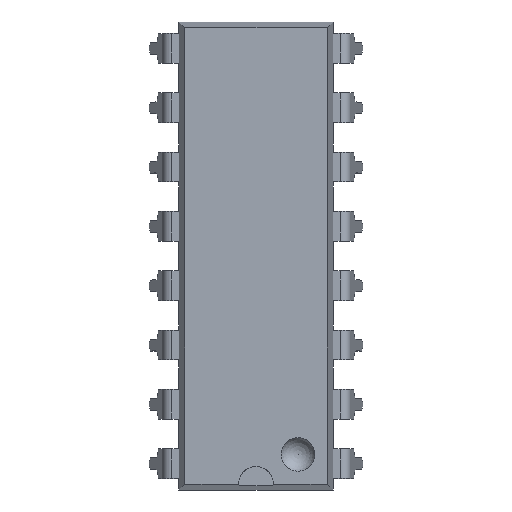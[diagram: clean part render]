
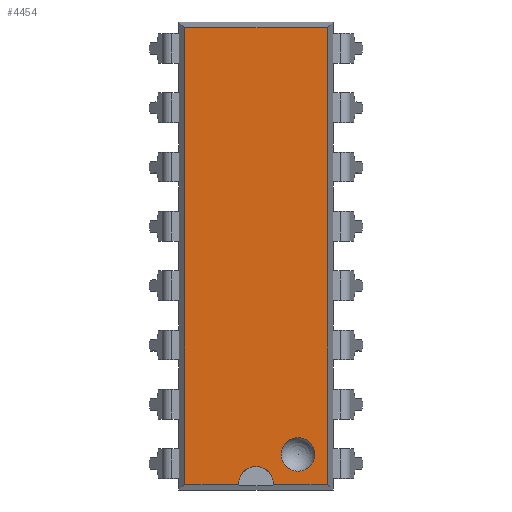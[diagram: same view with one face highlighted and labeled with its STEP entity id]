
A CAD part, top view. The second image highlights one B-rep face of the part: STEP entity #4454.
In plain terms, the highlighted planar face has unit normal (0, 0, 1).
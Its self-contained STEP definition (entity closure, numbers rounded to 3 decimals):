
#1049 = B_SPLINE_SURFACE_WITH_KNOTS('',1,1,(
    (#1050,#1051)
    ,(#1052,#1053
    )),.UNSPECIFIED.,.F.,.F.,.F.,(2,2),(2,2),(0.,20.04),(0.,1.),
  .PIECEWISE_BEZIER_KNOTS.);
#1050 = CARTESIAN_POINT('',(-3.05,-9.77,1.6));
#1051 = CARTESIAN_POINT('',(-3.3,-10.02,0.));
#1052 = CARTESIAN_POINT('',(-3.05,9.77,1.6));
#1053 = CARTESIAN_POINT('',(-3.3,10.02,0.));
#1281 = VERTEX_POINT('',#1282);
#1282 = CARTESIAN_POINT('',(-3.05,-9.77,1.6));
#1297 = B_SPLINE_SURFACE_WITH_KNOTS('',1,1,(
    (#1298,#1299)
    ,(#1300,#1301
    )),.UNSPECIFIED.,.F.,.F.,.F.,(2,2),(2,2),(0.,6.6),(0.,1.),
  .PIECEWISE_BEZIER_KNOTS.);
#1298 = CARTESIAN_POINT('',(3.05,-9.77,1.6));
#1299 = CARTESIAN_POINT('',(3.3,-10.02,0.));
#1300 = CARTESIAN_POINT('',(-3.05,-9.77,1.6));
#1301 = CARTESIAN_POINT('',(-3.3,-10.02,0.));
#1309 = EDGE_CURVE('',#1281,#1310,#1312,.T.);
#1310 = VERTEX_POINT('',#1311);
#1311 = CARTESIAN_POINT('',(-3.05,9.77,1.6));
#1312 = SURFACE_CURVE('',#1313,(#1317,#1323),.PCURVE_S1.);
#1313 = LINE('',#1314,#1315);
#1314 = CARTESIAN_POINT('',(-3.05,-9.77,1.6));
#1315 = VECTOR('',#1316,1.);
#1316 = DIRECTION('',(0.,1.,0.));
#1317 = PCURVE('',#1049,#1318);
#1318 = DEFINITIONAL_REPRESENTATION('',(#1319),#1322);
#1319 = B_SPLINE_CURVE_WITH_KNOTS('',1,(#1320,#1321),.UNSPECIFIED.,.F.,
  .F.,(2,2),(0.,19.54),.PIECEWISE_BEZIER_KNOTS.);
#1320 = CARTESIAN_POINT('',(0.,0.));
#1321 = CARTESIAN_POINT('',(20.04,0.));
#1322 = ( GEOMETRIC_REPRESENTATION_CONTEXT(2) 
PARAMETRIC_REPRESENTATION_CONTEXT() REPRESENTATION_CONTEXT('2D SPACE',''
  ) );
#1323 = PCURVE('',#1324,#1329);
#1324 = PLANE('',#1325);
#1325 = AXIS2_PLACEMENT_3D('',#1326,#1327,#1328);
#1326 = CARTESIAN_POINT('',(-3.05,9.77,1.6));
#1327 = DIRECTION('',(0.,0.,1.));
#1328 = DIRECTION('',(0.298,-0.955,0.));
#1329 = DEFINITIONAL_REPRESENTATION('',(#1330),#1334);
#1330 = LINE('',#1331,#1332);
#1331 = CARTESIAN_POINT('',(18.652,-5.823));
#1332 = VECTOR('',#1333,1.);
#1333 = DIRECTION('',(-0.955,0.298));
#1334 = ( GEOMETRIC_REPRESENTATION_CONTEXT(2) 
PARAMETRIC_REPRESENTATION_CONTEXT() REPRESENTATION_CONTEXT('2D SPACE',''
  ) );
#1351 = B_SPLINE_SURFACE_WITH_KNOTS('',1,1,(
    (#1352,#1353)
    ,(#1354,#1355
    )),.UNSPECIFIED.,.F.,.F.,.F.,(2,2),(2,2),(0.,6.6),(0.,1.),
  .PIECEWISE_BEZIER_KNOTS.);
#1352 = CARTESIAN_POINT('',(-3.05,9.77,1.6));
#1353 = CARTESIAN_POINT('',(-3.3,10.02,0.));
#1354 = CARTESIAN_POINT('',(3.05,9.77,1.6));
#1355 = CARTESIAN_POINT('',(3.3,10.02,0.));
#2888 = VERTEX_POINT('',#2889);
#2889 = CARTESIAN_POINT('',(3.05,-9.77,1.6));
#2904 = B_SPLINE_SURFACE_WITH_KNOTS('',1,1,(
    (#2905,#2906)
    ,(#2907,#2908
    )),.UNSPECIFIED.,.F.,.F.,.F.,(2,2),(2,2),(0.,20.04),(0.,1.),
  .PIECEWISE_BEZIER_KNOTS.);
#2905 = CARTESIAN_POINT('',(3.05,9.77,1.6));
#2906 = CARTESIAN_POINT('',(3.3,10.02,0.));
#2907 = CARTESIAN_POINT('',(3.05,-9.77,1.6));
#2908 = CARTESIAN_POINT('',(3.3,-10.02,0.));
#2916 = EDGE_CURVE('',#2888,#2917,#2919,.T.);
#2917 = VERTEX_POINT('',#2918);
#2918 = CARTESIAN_POINT('',(0.75,-9.77,1.6));
#2919 = SURFACE_CURVE('',#2920,(#2924,#2930),.PCURVE_S1.);
#2920 = LINE('',#2921,#2922);
#2921 = CARTESIAN_POINT('',(3.05,-9.77,1.6));
#2922 = VECTOR('',#2923,1.);
#2923 = DIRECTION('',(-1.,0.,0.));
#2924 = PCURVE('',#1297,#2925);
#2925 = DEFINITIONAL_REPRESENTATION('',(#2926),#2929);
#2926 = B_SPLINE_CURVE_WITH_KNOTS('',1,(#2927,#2928),.UNSPECIFIED.,.F.,
  .F.,(2,2),(0.,6.1),.PIECEWISE_BEZIER_KNOTS.);
#2927 = CARTESIAN_POINT('',(0.,0.));
#2928 = CARTESIAN_POINT('',(6.6,0.));
#2929 = ( GEOMETRIC_REPRESENTATION_CONTEXT(2) 
PARAMETRIC_REPRESENTATION_CONTEXT() REPRESENTATION_CONTEXT('2D SPACE',''
  ) );
#2930 = PCURVE('',#1324,#2931);
#2931 = DEFINITIONAL_REPRESENTATION('',(#2932),#2936);
#2932 = LINE('',#2933,#2934);
#2933 = CARTESIAN_POINT('',(20.47,0.));
#2934 = VECTOR('',#2935,1.);
#2935 = DIRECTION('',(-0.298,-0.955));
#2936 = ( GEOMETRIC_REPRESENTATION_CONTEXT(2) 
PARAMETRIC_REPRESENTATION_CONTEXT() REPRESENTATION_CONTEXT('2D SPACE',''
  ) );
#2964 = CYLINDRICAL_SURFACE('',#2965,0.75);
#2965 = AXIS2_PLACEMENT_3D('',#2966,#2967,#2968);
#2966 = CARTESIAN_POINT('',(0.,-9.77,1.1));
#2967 = DIRECTION('',(-0.,0.,-1.));
#2968 = DIRECTION('',(0.,-1.,0.));
#3007 = VERTEX_POINT('',#3008);
#3008 = CARTESIAN_POINT('',(-0.75,-9.77,1.6));
#3044 = EDGE_CURVE('',#3007,#1281,#3045,.T.);
#3045 = SURFACE_CURVE('',#3046,(#3050,#3056),.PCURVE_S1.);
#3046 = LINE('',#3047,#3048);
#3047 = CARTESIAN_POINT('',(3.05,-9.77,1.6));
#3048 = VECTOR('',#3049,1.);
#3049 = DIRECTION('',(-1.,0.,0.));
#3050 = PCURVE('',#1297,#3051);
#3051 = DEFINITIONAL_REPRESENTATION('',(#3052),#3055);
#3052 = B_SPLINE_CURVE_WITH_KNOTS('',1,(#3053,#3054),.UNSPECIFIED.,.F.,
  .F.,(2,2),(0.,6.1),.PIECEWISE_BEZIER_KNOTS.);
#3053 = CARTESIAN_POINT('',(0.,0.));
#3054 = CARTESIAN_POINT('',(6.6,0.));
#3055 = ( GEOMETRIC_REPRESENTATION_CONTEXT(2) 
PARAMETRIC_REPRESENTATION_CONTEXT() REPRESENTATION_CONTEXT('2D SPACE',''
  ) );
#3056 = PCURVE('',#1324,#3057);
#3057 = DEFINITIONAL_REPRESENTATION('',(#3058),#3062);
#3058 = LINE('',#3059,#3060);
#3059 = CARTESIAN_POINT('',(20.47,0.));
#3060 = VECTOR('',#3061,1.);
#3061 = DIRECTION('',(-0.298,-0.955));
#3062 = ( GEOMETRIC_REPRESENTATION_CONTEXT(2) 
PARAMETRIC_REPRESENTATION_CONTEXT() REPRESENTATION_CONTEXT('2D SPACE',''
  ) );
#4390 = EDGE_CURVE('',#1310,#4391,#4393,.T.);
#4391 = VERTEX_POINT('',#4392);
#4392 = CARTESIAN_POINT('',(3.05,9.77,1.6));
#4393 = SURFACE_CURVE('',#4394,(#4398,#4404),.PCURVE_S1.);
#4394 = LINE('',#4395,#4396);
#4395 = CARTESIAN_POINT('',(-3.05,9.77,1.6));
#4396 = VECTOR('',#4397,1.);
#4397 = DIRECTION('',(1.,0.,0.));
#4398 = PCURVE('',#1351,#4399);
#4399 = DEFINITIONAL_REPRESENTATION('',(#4400),#4403);
#4400 = B_SPLINE_CURVE_WITH_KNOTS('',1,(#4401,#4402),.UNSPECIFIED.,.F.,
  .F.,(2,2),(0.,6.1),.PIECEWISE_BEZIER_KNOTS.);
#4401 = CARTESIAN_POINT('',(0.,0.));
#4402 = CARTESIAN_POINT('',(6.6,0.));
#4403 = ( GEOMETRIC_REPRESENTATION_CONTEXT(2) 
PARAMETRIC_REPRESENTATION_CONTEXT() REPRESENTATION_CONTEXT('2D SPACE',''
  ) );
#4404 = PCURVE('',#1324,#4405);
#4405 = DEFINITIONAL_REPRESENTATION('',(#4406),#4410);
#4406 = LINE('',#4407,#4408);
#4407 = CARTESIAN_POINT('',(0.,0.));
#4408 = VECTOR('',#4409,1.);
#4409 = DIRECTION('',(0.298,0.955));
#4410 = ( GEOMETRIC_REPRESENTATION_CONTEXT(2) 
PARAMETRIC_REPRESENTATION_CONTEXT() REPRESENTATION_CONTEXT('2D SPACE',''
  ) );
#4454 = ADVANCED_FACE('',(#4455,#4503),#1324,.T.);
#4455 = FACE_BOUND('',#4456,.T.);
#4456 = EDGE_LOOP('',(#4457,#4458,#4459,#4460,#4482,#4483));
#4457 = ORIENTED_EDGE('',*,*,#4390,.F.);
#4458 = ORIENTED_EDGE('',*,*,#1309,.F.);
#4459 = ORIENTED_EDGE('',*,*,#3044,.F.);
#4460 = ORIENTED_EDGE('',*,*,#4461,.F.);
#4461 = EDGE_CURVE('',#2917,#3007,#4462,.T.);
#4462 = SURFACE_CURVE('',#4463,(#4468,#4475),.PCURVE_S1.);
#4463 = CIRCLE('',#4464,0.75);
#4464 = AXIS2_PLACEMENT_3D('',#4465,#4466,#4467);
#4465 = CARTESIAN_POINT('',(0.,-9.77,1.6));
#4466 = DIRECTION('',(-0.,0.,1.));
#4467 = DIRECTION('',(0.,-1.,0.));
#4468 = PCURVE('',#1324,#4469);
#4469 = DEFINITIONAL_REPRESENTATION('',(#4470),#4474);
#4470 = CIRCLE('',#4471,0.75);
#4471 = AXIS2_PLACEMENT_2D('',#4472,#4473);
#4472 = CARTESIAN_POINT('',(19.561,-2.911));
#4473 = DIRECTION('',(0.955,-0.298));
#4474 = ( GEOMETRIC_REPRESENTATION_CONTEXT(2) 
PARAMETRIC_REPRESENTATION_CONTEXT() REPRESENTATION_CONTEXT('2D SPACE',''
  ) );
#4475 = PCURVE('',#2964,#4476);
#4476 = DEFINITIONAL_REPRESENTATION('',(#4477),#4481);
#4477 = LINE('',#4478,#4479);
#4478 = CARTESIAN_POINT('',(-0.,-0.5));
#4479 = VECTOR('',#4480,1.);
#4480 = DIRECTION('',(-1.,0.));
#4481 = ( GEOMETRIC_REPRESENTATION_CONTEXT(2) 
PARAMETRIC_REPRESENTATION_CONTEXT() REPRESENTATION_CONTEXT('2D SPACE',''
  ) );
#4482 = ORIENTED_EDGE('',*,*,#2916,.F.);
#4483 = ORIENTED_EDGE('',*,*,#4484,.F.);
#4484 = EDGE_CURVE('',#4391,#2888,#4485,.T.);
#4485 = SURFACE_CURVE('',#4486,(#4490,#4497),.PCURVE_S1.);
#4486 = LINE('',#4487,#4488);
#4487 = CARTESIAN_POINT('',(3.05,9.77,1.6));
#4488 = VECTOR('',#4489,1.);
#4489 = DIRECTION('',(0.,-1.,0.));
#4490 = PCURVE('',#1324,#4491);
#4491 = DEFINITIONAL_REPRESENTATION('',(#4492),#4496);
#4492 = LINE('',#4493,#4494);
#4493 = CARTESIAN_POINT('',(1.818,5.823));
#4494 = VECTOR('',#4495,1.);
#4495 = DIRECTION('',(0.955,-0.298));
#4496 = ( GEOMETRIC_REPRESENTATION_CONTEXT(2) 
PARAMETRIC_REPRESENTATION_CONTEXT() REPRESENTATION_CONTEXT('2D SPACE',''
  ) );
#4497 = PCURVE('',#2904,#4498);
#4498 = DEFINITIONAL_REPRESENTATION('',(#4499),#4502);
#4499 = B_SPLINE_CURVE_WITH_KNOTS('',1,(#4500,#4501),.UNSPECIFIED.,.F.,
  .F.,(2,2),(0.,19.54),.PIECEWISE_BEZIER_KNOTS.);
#4500 = CARTESIAN_POINT('',(0.,0.));
#4501 = CARTESIAN_POINT('',(20.04,0.));
#4502 = ( GEOMETRIC_REPRESENTATION_CONTEXT(2) 
PARAMETRIC_REPRESENTATION_CONTEXT() REPRESENTATION_CONTEXT('2D SPACE',''
  ) );
#4503 = FACE_BOUND('',#4504,.T.);
#4504 = EDGE_LOOP('',(#4505));
#4505 = ORIENTED_EDGE('',*,*,#4506,.F.);
#4506 = EDGE_CURVE('',#4507,#4507,#4509,.T.);
#4507 = VERTEX_POINT('',#4508);
#4508 = CARTESIAN_POINT('',(2.52,-8.5,1.6));
#4509 = SURFACE_CURVE('',#4510,(#4515,#4522),.PCURVE_S1.);
#4510 = CIRCLE('',#4511,0.72);
#4511 = AXIS2_PLACEMENT_3D('',#4512,#4513,#4514);
#4512 = CARTESIAN_POINT('',(1.8,-8.5,1.6));
#4513 = DIRECTION('',(0.,0.,1.));
#4514 = DIRECTION('',(1.,0.,0.));
#4515 = PCURVE('',#1324,#4516);
#4516 = DEFINITIONAL_REPRESENTATION('',(#4517),#4521);
#4517 = CIRCLE('',#4518,0.72);
#4518 = AXIS2_PLACEMENT_2D('',#4519,#4520);
#4519 = CARTESIAN_POINT('',(18.885,-0.815));
#4520 = DIRECTION('',(0.298,0.955));
#4521 = ( GEOMETRIC_REPRESENTATION_CONTEXT(2) 
PARAMETRIC_REPRESENTATION_CONTEXT() REPRESENTATION_CONTEXT('2D SPACE',''
  ) );
#4522 = PCURVE('',#4523,#4528);
#4523 = SPHERICAL_SURFACE('',#4524,0.78);
#4524 = AXIS2_PLACEMENT_3D('',#4525,#4526,#4527);
#4525 = CARTESIAN_POINT('',(1.8,-8.5,1.9));
#4526 = DIRECTION('',(0.,0.,1.));
#4527 = DIRECTION('',(1.,0.,0.));
#4528 = DEFINITIONAL_REPRESENTATION('',(#4529),#4533);
#4529 = LINE('',#4530,#4531);
#4530 = CARTESIAN_POINT('',(0.,-0.395));
#4531 = VECTOR('',#4532,1.);
#4532 = DIRECTION('',(1.,0.));
#4533 = ( GEOMETRIC_REPRESENTATION_CONTEXT(2) 
PARAMETRIC_REPRESENTATION_CONTEXT() REPRESENTATION_CONTEXT('2D SPACE',''
  ) );
